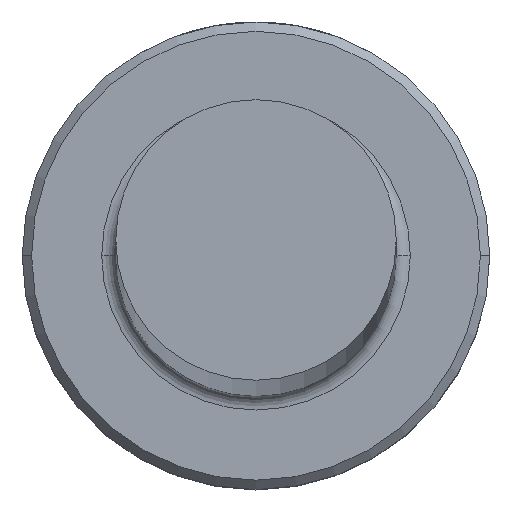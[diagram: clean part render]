
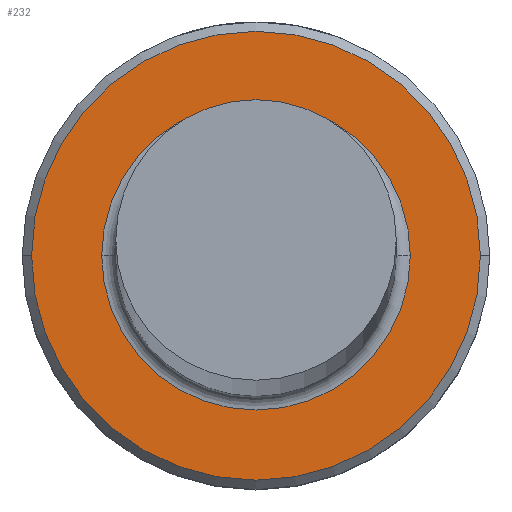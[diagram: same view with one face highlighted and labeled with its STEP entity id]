
A CAD part, top view. The second image highlights one B-rep face of the part: STEP entity #232.
In plain terms, the highlighted planar face has unit normal (0, 0, 1).
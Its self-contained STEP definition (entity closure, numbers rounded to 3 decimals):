
#3 = DIRECTION ( 'NONE',  ( 1., 0., 0. ) ) ;
#11 = DIRECTION ( 'NONE',  ( 1., 0., 0. ) ) ;
#12 = FACE_BOUND ( 'NONE', #267, .T. ) ;
#47 = CIRCLE ( 'NONE', #176, 3.3 ) ;
#96 = EDGE_CURVE ( 'NONE', #961, #572, #47, .T. ) ;
#134 = ORIENTED_EDGE ( 'NONE', *, *, #1010, .T. ) ;
#136 = CARTESIAN_POINT ( 'NONE',  ( 0., 0., 6. ) ) ;
#139 = EDGE_CURVE ( 'NONE', #572, #961, #934, .T. ) ;
#176 = AXIS2_PLACEMENT_3D ( 'NONE', #136, #745, #227 ) ;
#227 = DIRECTION ( 'NONE',  ( -1., 0., 0. ) ) ;
#232 = ADVANCED_FACE ( 'NONE', ( #903, #12 ), #624, .T. ) ;
#242 = EDGE_CURVE ( 'NONE', #997, #834, #874, .T. ) ;
#267 = EDGE_LOOP ( 'NONE', ( #831, #1073 ) ) ;
#328 = DIRECTION ( 'NONE',  ( 0., 0., -1. ) ) ;
#362 = AXIS2_PLACEMENT_3D ( 'NONE', #1065, #534, #1164 ) ;
#371 = ORIENTED_EDGE ( 'NONE', *, *, #242, .T. ) ;
#410 = CARTESIAN_POINT ( 'NONE',  ( -4.8, 0., 6. ) ) ;
#419 = CARTESIAN_POINT ( 'NONE',  ( 3.3, 0., 6. ) ) ;
#449 = CIRCLE ( 'NONE', #362, 4.8 ) ;
#525 = AXIS2_PLACEMENT_3D ( 'NONE', #839, #328, #935 ) ;
#534 = DIRECTION ( 'NONE',  ( 0., 0., 1. ) ) ;
#541 = DIRECTION ( 'NONE',  ( 0., 0., 1. ) ) ;
#544 = DIRECTION ( 'NONE',  ( 0., 0., 1. ) ) ;
#572 = VERTEX_POINT ( 'NONE', #419 ) ;
#624 = PLANE ( 'NONE',  #940 ) ;
#694 = CARTESIAN_POINT ( 'NONE',  ( -3.3, 0., 6. ) ) ;
#695 = CARTESIAN_POINT ( 'NONE',  ( 4.8, 0., 6. ) ) ;
#745 = DIRECTION ( 'NONE',  ( 0., 0., -1. ) ) ;
#831 = ORIENTED_EDGE ( 'NONE', *, *, #96, .T. ) ;
#834 = VERTEX_POINT ( 'NONE', #410 ) ;
#839 = CARTESIAN_POINT ( 'NONE',  ( 0., 0., 6. ) ) ;
#874 = CIRCLE ( 'NONE', #1003, 4.8 ) ;
#903 = FACE_OUTER_BOUND ( 'NONE', #1122, .T. ) ;
#934 = CIRCLE ( 'NONE', #525, 3.3 ) ;
#935 = DIRECTION ( 'NONE',  ( -1., 0., 0. ) ) ;
#940 = AXIS2_PLACEMENT_3D ( 'NONE', #986, #541, #3 ) ;
#961 = VERTEX_POINT ( 'NONE', #694 ) ;
#986 = CARTESIAN_POINT ( 'NONE',  ( 0., 0., 6. ) ) ;
#997 = VERTEX_POINT ( 'NONE', #695 ) ;
#1003 = AXIS2_PLACEMENT_3D ( 'NONE', #1078, #544, #11 ) ;
#1010 = EDGE_CURVE ( 'NONE', #834, #997, #449, .T. ) ;
#1065 = CARTESIAN_POINT ( 'NONE',  ( 0., 0., 6. ) ) ;
#1073 = ORIENTED_EDGE ( 'NONE', *, *, #139, .T. ) ;
#1078 = CARTESIAN_POINT ( 'NONE',  ( 0., 0., 6. ) ) ;
#1122 = EDGE_LOOP ( 'NONE', ( #134, #371 ) ) ;
#1164 = DIRECTION ( 'NONE',  ( 1., 0., 0. ) ) ;
